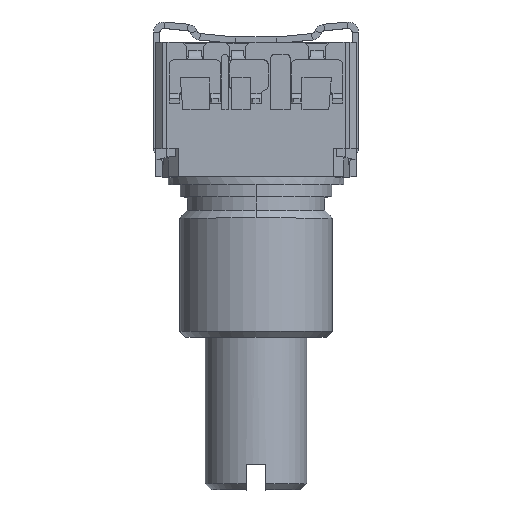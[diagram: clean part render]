
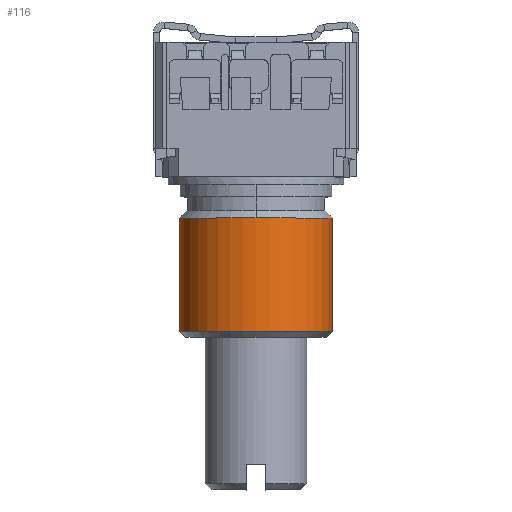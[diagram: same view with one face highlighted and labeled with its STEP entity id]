
A CAD part, top view. The second image highlights one B-rep face of the part: STEP entity #116.
In plain terms, the highlighted cylindrical face has radius 4.763 mm (diameter 9.525 mm), a partial arc.
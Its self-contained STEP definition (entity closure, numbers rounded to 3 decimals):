
#116=ADVANCED_FACE('',(#658),#659,.T.);
#658=FACE_OUTER_BOUND('',#1688,.T.);
#659=CYLINDRICAL_SURFACE('',#1689,4.763);
#1688=EDGE_LOOP('',(#3668,#3669,#3670,#3671,#3672));
#1689=AXIS2_PLACEMENT_3D('',#3673,#3674,#3675);
#3668=ORIENTED_EDGE('',*,*,#7243,.T.);
#3669=ORIENTED_EDGE('',*,*,#7238,.F.);
#3670=ORIENTED_EDGE('',*,*,#7242,.F.);
#3671=ORIENTED_EDGE('',*,*,#7250,.F.);
#3672=ORIENTED_EDGE('',*,*,#7245,.F.);
#3673=CARTESIAN_POINT('',(0.0,-16.396,0.0));
#3674=DIRECTION('',(-0.0,-1.0,0.0));
#3675=DIRECTION('',(-1.0,0.0,0.0));
#7238=EDGE_CURVE('',#8861,#8863,#8864,.T.);
#7242=EDGE_CURVE('',#8867,#8861,#8870,.T.);
#7243=EDGE_CURVE('',#8871,#8863,#8872,.T.);
#7245=EDGE_CURVE('',#8871,#8874,#8875,.T.);
#7250=EDGE_CURVE('',#8874,#8867,#8882,.T.);
#8861=VERTEX_POINT('',#11302);
#8863=VERTEX_POINT('',#11305);
#8864=CIRCLE('',#11306,4.763);
#8867=VERTEX_POINT('',#11310);
#8870=LINE('',#11313,#11314);
#8871=VERTEX_POINT('',#11315);
#8872=LINE('',#11316,#11317);
#8874=VERTEX_POINT('',#11319);
#8875=CIRCLE('',#11320,4.763);
#8882=CIRCLE('',#11329,4.763);
#11302=CARTESIAN_POINT('',(4.763,-15.418,0.0));
#11305=CARTESIAN_POINT('',(-4.763,-15.418,0.0));
#11306=AXIS2_PLACEMENT_3D('',#14029,#14030,#14031);
#11310=CARTESIAN_POINT('',(4.763,-8.357,0.0));
#11313=CARTESIAN_POINT('',(4.763,-8.357,0.0));
#11314=VECTOR('',#14039,7.061);
#11315=CARTESIAN_POINT('',(-4.763,-8.357,0.0));
#11316=CARTESIAN_POINT('',(-4.763,-8.357,0.0));
#11317=VECTOR('',#14040,7.061);
#11319=CARTESIAN_POINT('',(0.0,-8.357,4.763));
#11320=AXIS2_PLACEMENT_3D('',#14044,#14045,#14046);
#11329=AXIS2_PLACEMENT_3D('',#14055,#14056,#14057);
#14029=CARTESIAN_POINT('',(0.0,-15.418,0.0));
#14030=DIRECTION('',(0.0,-1.0,0.0));
#14031=DIRECTION('',(1.0,0.0,0.0));
#14039=DIRECTION('',(0.0,-1.0,0.0));
#14040=DIRECTION('',(0.0,-1.0,0.0));
#14044=CARTESIAN_POINT('',(0.0,-8.357,0.0));
#14045=DIRECTION('',(0.0,1.0,0.0));
#14046=DIRECTION('',(-1.0,0.0,0.0));
#14055=CARTESIAN_POINT('',(0.0,-8.357,0.0));
#14056=DIRECTION('',(0.0,1.0,0.0));
#14057=DIRECTION('',(0.0,0.0,1.0));
